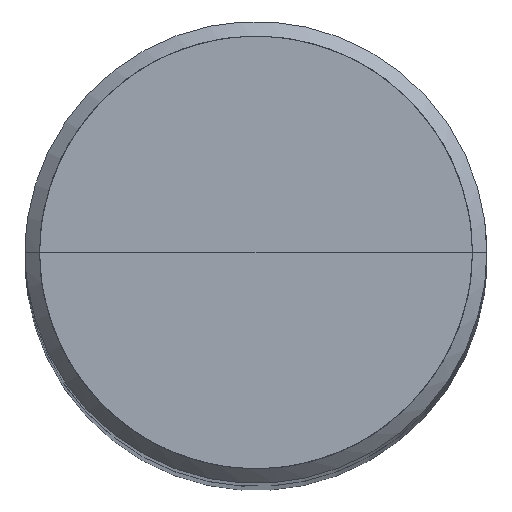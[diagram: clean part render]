
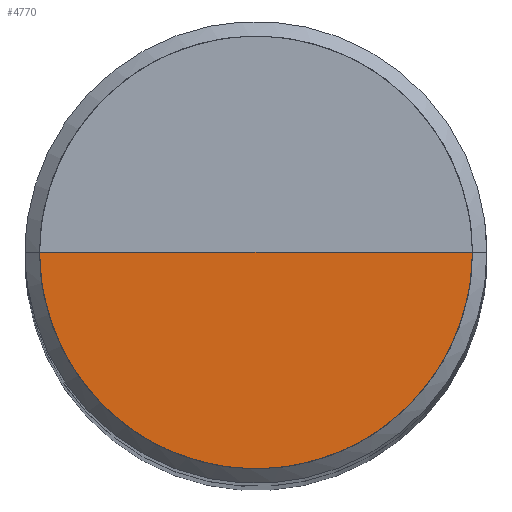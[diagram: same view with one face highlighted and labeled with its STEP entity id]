
A CAD part, top view. The second image highlights one B-rep face of the part: STEP entity #4770.
In plain terms, the highlighted free-form (B-spline) face has degree [1, 2] with [2, 5] control points.
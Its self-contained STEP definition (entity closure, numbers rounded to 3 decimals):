
#4330=CARTESIAN_POINT('',(7.5,0.0,53.8));
#4334=CARTESIAN_POINT('',(-7.5,0.0,53.8));
#4335=CARTESIAN_POINT('',(0.0,0.0,53.8));
#4348=CARTESIAN_POINT('',(-7.5,-7.5,53.8));
#4349=CARTESIAN_POINT('',(0.0,-7.5,53.8));
#4350=CARTESIAN_POINT('',(7.5,-7.5,53.8));
#4755=(
BOUNDED_SURFACE()
B_SPLINE_SURFACE(1,2,(
(#4334,#4348,#4349,#4350,#4330),
(#4335,#4335,#4335,#4335,#4335)
), .UNSPECIFIED.,.F.,.F.,.F.)
B_SPLINE_SURFACE_WITH_KNOTS((2,2),(3,2,3),(
0.0,1.0),(
0.0,0.5,1.0), .UNSPECIFIED.)
GEOMETRIC_REPRESENTATION_ITEM()
RATIONAL_B_SPLINE_SURFACE(((1.0,0.707,1.0,0.707,1.0),
(1.0,0.707,1.0,0.707,1.0)
))
REPRESENTATION_ITEM('')
SURFACE()
);
#4756=(
BOUNDED_CURVE()
B_SPLINE_CURVE(1,(#4335,#4330),.UNSPECIFIED.,.F.,.F.)
B_SPLINE_CURVE_WITH_KNOTS((2,2),
(0.0,1.0),.UNSPECIFIED.)
CURVE()
GEOMETRIC_REPRESENTATION_ITEM()
RATIONAL_B_SPLINE_CURVE((1.0,1.0))
REPRESENTATION_ITEM('')
);
#4757=(
BOUNDED_CURVE()
B_SPLINE_CURVE(2,(#4330,#4350,#4349,#4348,#4334),.UNSPECIFIED.,.F.,.F.)
B_SPLINE_CURVE_WITH_KNOTS((3,2,3),
(0.0,0.5,1.0),.UNSPECIFIED.)
CURVE()
GEOMETRIC_REPRESENTATION_ITEM()
RATIONAL_B_SPLINE_CURVE((1.0,0.707,1.0,0.707,1.0))
REPRESENTATION_ITEM('')
);
#4758=(
BOUNDED_CURVE()
B_SPLINE_CURVE(1,(#4334,#4335),.UNSPECIFIED.,.F.,.F.)
B_SPLINE_CURVE_WITH_KNOTS((2,2),
(0.0,1.0),.UNSPECIFIED.)
CURVE()
GEOMETRIC_REPRESENTATION_ITEM()
RATIONAL_B_SPLINE_CURVE((1.0,1.0))
REPRESENTATION_ITEM('')
);
#4759=VERTEX_POINT('',#4330);
#4760=VERTEX_POINT('',#4334);
#4761=VERTEX_POINT('',#4335);
#4762=EDGE_CURVE('',#4761,#4759,#4756,.T.);
#4763=EDGE_CURVE('',#4759,#4760,#4757,.T.);
#4764=EDGE_CURVE('',#4760,#4761,#4758,.T.);
#4765=ORIENTED_EDGE('',*,*,#4762,.T.);
#4766=ORIENTED_EDGE('',*,*,#4763,.T.);
#4767=ORIENTED_EDGE('',*,*,#4764,.T.);
#4768=EDGE_LOOP('',(#4765,#4766,#4767));
#4769=FACE_OUTER_BOUND('',#4768,.T.);
#4770=ADVANCED_FACE('',(#4769),#4755,.T.);
